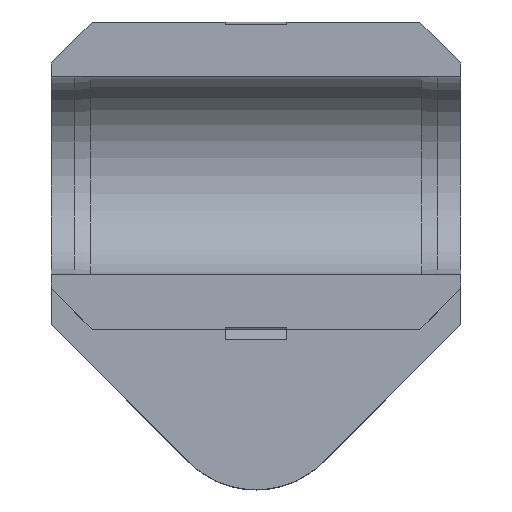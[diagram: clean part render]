
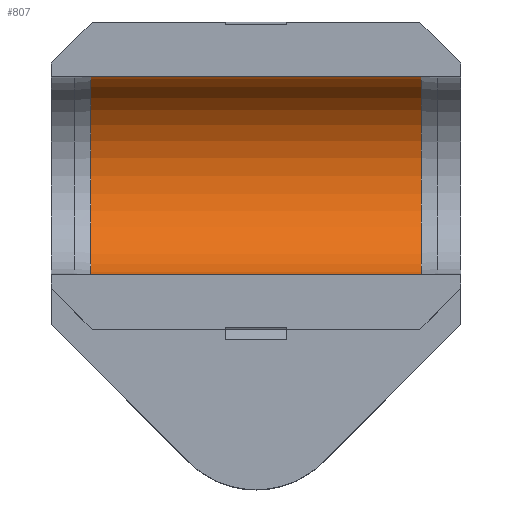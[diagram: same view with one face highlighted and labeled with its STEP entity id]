
A CAD part, top view. The second image highlights one B-rep face of the part: STEP entity #807.
In plain terms, the highlighted cylindrical face has radius 7.6 mm (diameter 15.2 mm), a partial arc.
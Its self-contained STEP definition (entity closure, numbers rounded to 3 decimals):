
#55=LINE('',#1162,#145);
#66=LINE('',#1195,#156);
#145=VECTOR('',#929,24.2);
#156=VECTOR('',#948,24.2);
#233=CYLINDRICAL_SURFACE('',#859,7.6);
#249=FACE_OUTER_BOUND('',#292,.T.);
#292=EDGE_LOOP('',(#601,#602,#603,#604));
#340=CIRCLE('',#856,7.6);
#341=CIRCLE('',#858,7.6);
#369=VERTEX_POINT('',#1159);
#370=VERTEX_POINT('',#1161);
#381=VERTEX_POINT('',#1192);
#382=VERTEX_POINT('',#1194);
#451=EDGE_CURVE('',#369,#370,#55,.T.);
#466=EDGE_CURVE('',#381,#382,#66,.T.);
#468=EDGE_CURVE('',#381,#370,#340,.T.);
#469=EDGE_CURVE('',#369,#382,#341,.T.);
#601=ORIENTED_EDGE('',*,*,#466,.F.);
#602=ORIENTED_EDGE('',*,*,#468,.T.);
#603=ORIENTED_EDGE('',*,*,#451,.F.);
#604=ORIENTED_EDGE('',*,*,#469,.T.);
#807=ADVANCED_FACE('',(#249),#233,.F.);
#856=AXIS2_PLACEMENT_3D('',#1198,#952,#953);
#858=AXIS2_PLACEMENT_3D('',#1200,#956,#957);
#859=AXIS2_PLACEMENT_3D('',#1201,#958,#959);
#929=DIRECTION('',(1.,0.,0.));
#948=DIRECTION('',(-1.,0.,0.));
#952=DIRECTION('center_axis',(1.,0.,0.));
#953=DIRECTION('ref_axis',(0.,-1.,0.));
#956=DIRECTION('center_axis',(-1.,0.,0.));
#957=DIRECTION('ref_axis',(0.,-1.,0.));
#958=DIRECTION('center_axis',(1.,0.,0.));
#959=DIRECTION('ref_axis',(0.,-1.,0.));
#1159=CARTESIAN_POINT('',(-12.1,-4.,16.53));
#1161=CARTESIAN_POINT('',(12.1,-4.,16.53));
#1162=CARTESIAN_POINT('',(0.,-4.,16.53));
#1192=CARTESIAN_POINT('',(12.1,-18.5,16.53));
#1194=CARTESIAN_POINT('',(-12.1,-18.5,16.53));
#1195=CARTESIAN_POINT('',(0.,-18.5,16.53));
#1198=CARTESIAN_POINT('Origin',(12.1,-11.25,14.25));
#1200=CARTESIAN_POINT('Origin',(-12.1,-11.25,14.25));
#1201=CARTESIAN_POINT('Origin',(0.,-11.25,14.25));
